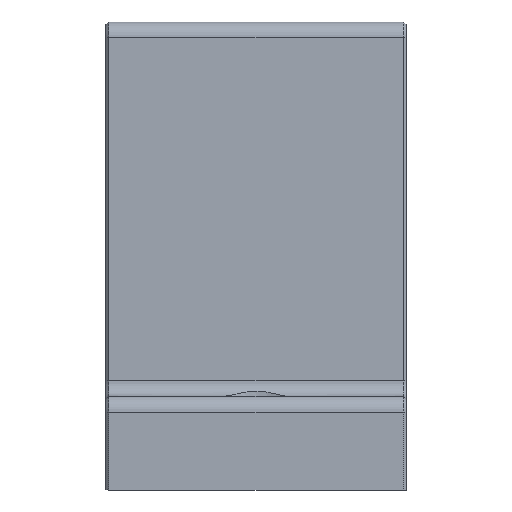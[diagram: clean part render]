
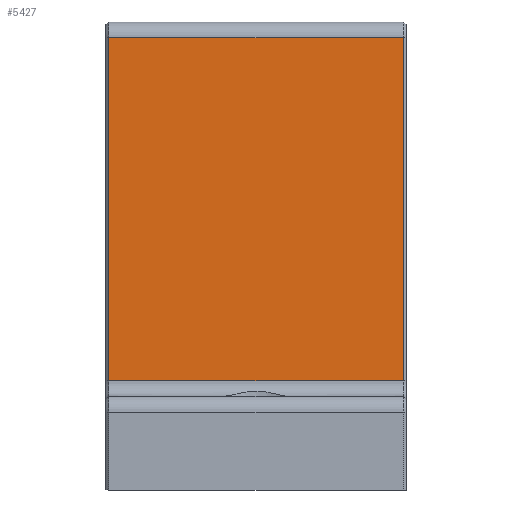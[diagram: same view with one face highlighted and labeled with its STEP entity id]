
A CAD part, front view. The second image highlights one B-rep face of the part: STEP entity #5427.
In plain terms, the highlighted planar face has unit normal (0, -1, 0).
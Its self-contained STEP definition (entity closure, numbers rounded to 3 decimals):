
#5148=CARTESIAN_POINT('',(37.8,-60.,28.));
#5149=VERTEX_POINT('',#5148);
#5213=CARTESIAN_POINT('',(37.8,-60.,116.));
#5214=VERTEX_POINT('',#5213);
#5221=CARTESIAN_POINT('',(37.8,-60.,116.));
#5222=DIRECTION('',(0.0,0.0,-1.0));
#5223=VECTOR('',#5222,88.);
#5224=LINE('',#5221,#5223);
#5225=EDGE_CURVE('',#5214,#5149,#5224,.T.);
#5378=CARTESIAN_POINT('',(-37.8,-60.,28.));
#5379=VERTEX_POINT('',#5378);
#5380=CARTESIAN_POINT('',(-37.8,-60.,28.));
#5381=DIRECTION('',(1.0,0.0,0.0));
#5382=VECTOR('',#5381,75.6);
#5383=LINE('',#5380,#5382);
#5384=EDGE_CURVE('',#5379,#5149,#5383,.T.);
#5404=CARTESIAN_POINT('',(0.0,-60.,120.));
#5405=DIRECTION('',(0.0,1.0,0.0));
#5406=DIRECTION('',(0.0,0.0,1.0));
#5407=AXIS2_PLACEMENT_3D('',#5404,#5405,#5406);
#5408=PLANE('',#5407);
#5409=CARTESIAN_POINT('',(-37.8,-60.,116.));
#5410=VERTEX_POINT('',#5409);
#5411=CARTESIAN_POINT('',(-37.8,-60.,28.));
#5412=DIRECTION('',(0.0,0.0,1.0));
#5413=VECTOR('',#5412,88.);
#5414=LINE('',#5411,#5413);
#5415=EDGE_CURVE('',#5379,#5410,#5414,.T.);
#5416=ORIENTED_EDGE('',*,*,#5415,.F.);
#5417=ORIENTED_EDGE('',*,*,#5384,.T.);
#5418=ORIENTED_EDGE('',*,*,#5225,.F.);
#5419=CARTESIAN_POINT('',(37.8,-60.,116.));
#5420=DIRECTION('',(-1.0,0.0,0.0));
#5421=VECTOR('',#5420,75.6);
#5422=LINE('',#5419,#5421);
#5423=EDGE_CURVE('',#5214,#5410,#5422,.T.);
#5424=ORIENTED_EDGE('',*,*,#5423,.T.);
#5425=EDGE_LOOP('',(#5416,#5417,#5418,#5424));
#5426=FACE_OUTER_BOUND('',#5425,.T.);
#5427=ADVANCED_FACE('',(#5426),#5408,.F.);
